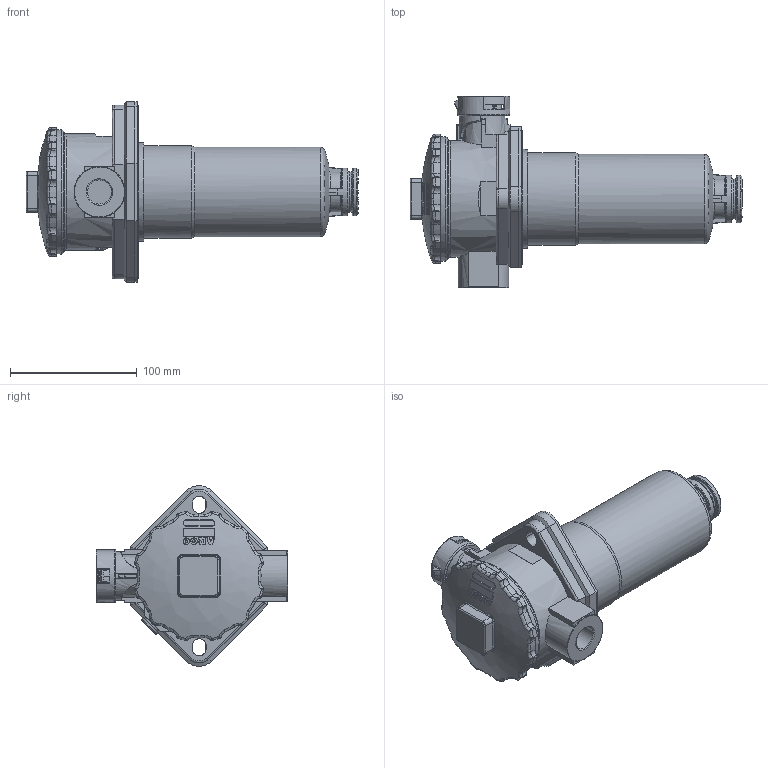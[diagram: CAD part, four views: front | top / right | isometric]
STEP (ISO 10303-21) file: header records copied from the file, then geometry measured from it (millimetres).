
FILE_DESCRIPTION((''),'2;1');
FILE_NAME('Ruecklauffilter13293000(235296).stp','2013-04-12T11:50:01',('User'),('SDRC'),'I-DEAS Master Series 9','UNIX','Yes');
FILE_SCHEMA(('AUTOMOTIVE_DESIGN { 1 0 10303 214 1 1 1 1 }'));
Length unit declared in the file: millimetre
Products named in the file (1): 13293000(235296)
Bounding box: 262.1 x 151.5 x 142.65 mm (x, y, z)
Volume: 1249232.3 mm3; surface area: 121930 mm2
Topology: 1 solids, 4 shells, 772 faces, 2041 edges, 1280 vertices
Faces by surface type: bspline 772
Entity records: 27979 total; most frequent: CARTESIAN_POINT 16574, ORIENTED_EDGE 3992, EDGE_CURVE 1996, VERTEX_POINT 1244, B_SPLINE_CURVE_WITH_KNOTS 1052, EDGE_LOOP 812, FACE_OUTER_BOUND 772, ADVANCED_FACE 772
